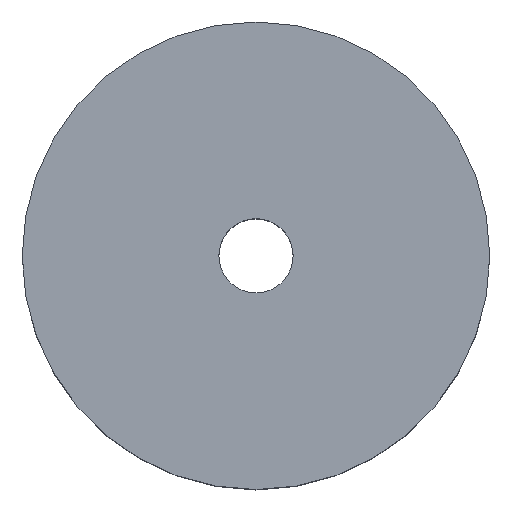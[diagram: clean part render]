
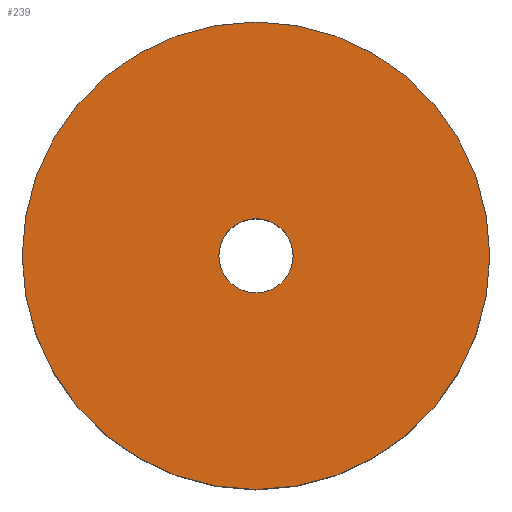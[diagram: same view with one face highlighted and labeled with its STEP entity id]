
A CAD part, top view. The second image highlights one B-rep face of the part: STEP entity #239.
In plain terms, the highlighted planar face has unit normal (0, 0, 1).
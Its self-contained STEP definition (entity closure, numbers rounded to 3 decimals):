
#3 = ORIENTED_EDGE ( 'NONE', *, *, #523, .T. ) ;
#16 = DIRECTION ( 'NONE',  ( 0., 0., 1. ) ) ;
#17 = CIRCLE ( 'NONE', #480, 3.175 ) ;
#22 = VERTEX_POINT ( 'NONE', #562 ) ;
#24 = CARTESIAN_POINT ( 'NONE',  ( -20., 0., 20. ) ) ;
#53 = ORIENTED_EDGE ( 'NONE', *, *, #521, .F. ) ;
#60 = DIRECTION ( 'NONE',  ( 1., 0., 0. ) ) ;
#116 = CARTESIAN_POINT ( 'NONE',  ( 20., 0., 20. ) ) ;
#129 = CARTESIAN_POINT ( 'NONE',  ( 0., 0., 20. ) ) ;
#144 = CARTESIAN_POINT ( 'NONE',  ( 3.175, 0., 20. ) ) ;
#148 = DIRECTION ( 'NONE',  ( 1., 0., 0. ) ) ;
#165 = DIRECTION ( 'NONE',  ( 0., 0., 1. ) ) ;
#172 = DIRECTION ( 'NONE',  ( 1., 0., 0. ) ) ;
#180 = EDGE_LOOP ( 'NONE', ( #447, #53 ) ) ;
#181 = EDGE_CURVE ( 'NONE', #22, #326, #398, .T. ) ;
#192 = CARTESIAN_POINT ( 'NONE',  ( 0., 0., 20. ) ) ;
#204 = FACE_OUTER_BOUND ( 'NONE', #564, .T. ) ;
#216 = DIRECTION ( 'NONE',  ( 0., 0., 1. ) ) ;
#217 = CARTESIAN_POINT ( 'NONE',  ( 0., 0., 20. ) ) ;
#231 = CARTESIAN_POINT ( 'NONE',  ( 0., 0., 20. ) ) ;
#239 = ADVANCED_FACE ( 'NONE', ( #204, #561 ), #496, .T. ) ;
#254 = DIRECTION ( 'NONE',  ( 0., 0., 1. ) ) ;
#258 = ORIENTED_EDGE ( 'NONE', *, *, #566, .T. ) ;
#291 = CIRCLE ( 'NONE', #449, 20. ) ;
#295 = AXIS2_PLACEMENT_3D ( 'NONE', #129, #216, #172 ) ;
#302 = CARTESIAN_POINT ( 'NONE',  ( 0., 0., 20. ) ) ;
#325 = DIRECTION ( 'NONE',  ( 0., 0., 1. ) ) ;
#326 = VERTEX_POINT ( 'NONE', #144 ) ;
#341 = DIRECTION ( 'NONE',  ( 1., 0., 0. ) ) ;
#381 = AXIS2_PLACEMENT_3D ( 'NONE', #231, #325, #148 ) ;
#396 = DIRECTION ( 'NONE',  ( 1., 0., 0. ) ) ;
#398 = CIRCLE ( 'NONE', #516, 3.175 ) ;
#420 = VERTEX_POINT ( 'NONE', #116 ) ;
#421 = VERTEX_POINT ( 'NONE', #24 ) ;
#447 = ORIENTED_EDGE ( 'NONE', *, *, #181, .F. ) ;
#449 = AXIS2_PLACEMENT_3D ( 'NONE', #302, #165, #396 ) ;
#480 = AXIS2_PLACEMENT_3D ( 'NONE', #217, #254, #341 ) ;
#496 = PLANE ( 'NONE',  #381 ) ;
#504 = CIRCLE ( 'NONE', #295, 20. ) ;
#516 = AXIS2_PLACEMENT_3D ( 'NONE', #192, #16, #60 ) ;
#521 = EDGE_CURVE ( 'NONE', #326, #22, #17, .T. ) ;
#523 = EDGE_CURVE ( 'NONE', #421, #420, #291, .T. ) ;
#561 = FACE_BOUND ( 'NONE', #180, .T. ) ;
#562 = CARTESIAN_POINT ( 'NONE',  ( -3.175, 0., 20. ) ) ;
#564 = EDGE_LOOP ( 'NONE', ( #3, #258 ) ) ;
#566 = EDGE_CURVE ( 'NONE', #420, #421, #504, .T. ) ;
